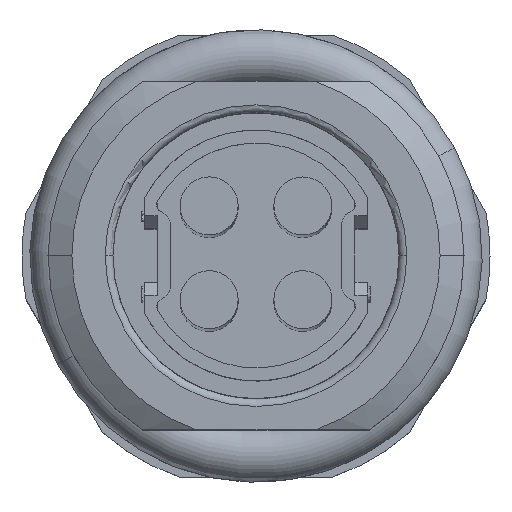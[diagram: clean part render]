
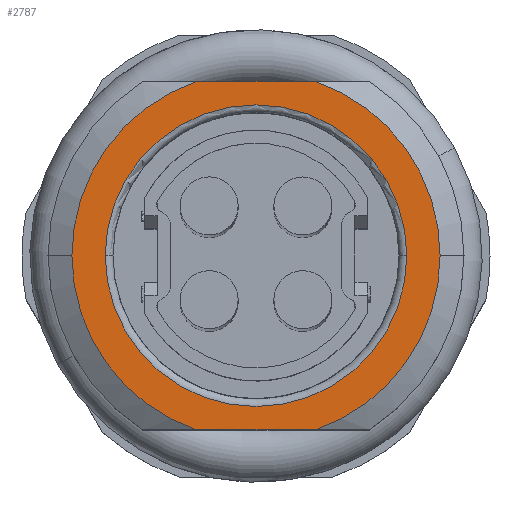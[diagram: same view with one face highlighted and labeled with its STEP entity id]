
A CAD part, top view. The second image highlights one B-rep face of the part: STEP entity #2787.
In plain terms, the highlighted planar face has unit normal (0, 0, 1).
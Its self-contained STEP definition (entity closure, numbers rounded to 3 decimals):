
#2371=AXIS2_PLACEMENT_3D('Circle Axis2P3D',#2369,#2370,$) ;
#2396=AXIS2_PLACEMENT_3D('Circle Axis2P3D',#2394,#2395,$) ;
#2695=AXIS2_PLACEMENT_3D('Circle Axis2P3D',#2693,#2694,$) ;
#2715=AXIS2_PLACEMENT_3D('Circle Axis2P3D',#2713,#2714,$) ;
#2754=AXIS2_PLACEMENT_3D('Circle Axis2P3D',#2752,#2753,$) ;
#2768=AXIS2_PLACEMENT_3D('Plane Axis2P3D',#2765,#2766,#2767) ;
#2772=AXIS2_PLACEMENT_3D('Circle Axis2P3D',#2770,#2771,$) ;
#363=CARTESIAN_POINT('Vertex',(11.288,2.,19.6)) ;
#366=CARTESIAN_POINT('Line Origine',(9.,2.,19.6)) ;
#370=CARTESIAN_POINT('Vertex',(6.712,2.,19.6)) ;
#484=CARTESIAN_POINT('Vertex',(6.712,15.4,19.6)) ;
#487=CARTESIAN_POINT('Line Origine',(9.,15.4,19.6)) ;
#491=CARTESIAN_POINT('Vertex',(11.288,15.4,19.6)) ;
#2366=CARTESIAN_POINT('Vertex',(3.2,8.7,19.6)) ;
#2369=CARTESIAN_POINT('Axis2P3D Location',(9.,8.7,19.6)) ;
#2373=CARTESIAN_POINT('Vertex',(14.8,8.7,19.6)) ;
#2394=CARTESIAN_POINT('Axis2P3D Location',(9.,8.7,19.6)) ;
#2690=CARTESIAN_POINT('Vertex',(1.92,8.7,19.6)) ;
#2693=CARTESIAN_POINT('Axis2P3D Location',(9.,8.7,19.6)) ;
#2710=CARTESIAN_POINT('Vertex',(16.08,8.7,19.6)) ;
#2713=CARTESIAN_POINT('Axis2P3D Location',(9.,8.7,19.6)) ;
#2752=CARTESIAN_POINT('Axis2P3D Location',(9.,8.7,19.6)) ;
#2765=CARTESIAN_POINT('Axis2P3D Location',(9.,8.7,19.6)) ;
#2770=CARTESIAN_POINT('Axis2P3D Location',(9.,8.7,19.6)) ;
#367=DIRECTION('Vector Direction',(-1.,0.,0.)) ;
#488=DIRECTION('Vector Direction',(-1.,0.,0.)) ;
#2370=DIRECTION('Axis2P3D Direction',(0.,0.,1.)) ;
#2395=DIRECTION('Axis2P3D Direction',(0.,0.,1.)) ;
#2694=DIRECTION('Axis2P3D Direction',(0.,0.,-1.)) ;
#2714=DIRECTION('Axis2P3D Direction',(0.,0.,-1.)) ;
#2753=DIRECTION('Axis2P3D Direction',(0.,0.,-1.)) ;
#2766=DIRECTION('Axis2P3D Direction',(0.,0.,1.)) ;
#2767=DIRECTION('Axis2P3D XDirection',(-1.,0.,0.)) ;
#2771=DIRECTION('Axis2P3D Direction',(0.,0.,1.)) ;
#368=VECTOR('Line Direction',#367,1.) ;
#489=VECTOR('Line Direction',#488,1.) ;
#2776=ORIENTED_EDGE('',*,*,#493,.T.) ;
#2777=ORIENTED_EDGE('',*,*,#2697,.T.) ;
#2778=ORIENTED_EDGE('',*,*,#2774,.T.) ;
#2779=ORIENTED_EDGE('',*,*,#372,.F.) ;
#2780=ORIENTED_EDGE('',*,*,#2756,.T.) ;
#2781=ORIENTED_EDGE('',*,*,#2717,.T.) ;
#2784=ORIENTED_EDGE('',*,*,#2398,.T.) ;
#2785=ORIENTED_EDGE('',*,*,#2375,.T.) ;
#2786=FACE_BOUND('',#2783,.T.) ;
#2787=ADVANCED_FACE('Hauptk\X2\00F6\X0\rper',(#2782,#2786),#2769,.T.) ;
#2372=CIRCLE('generated circle',#2371,5.8) ;
#2397=CIRCLE('generated circle',#2396,5.8) ;
#2696=CIRCLE('generated circle',#2695,7.08) ;
#2716=CIRCLE('generated circle',#2715,7.08) ;
#2755=CIRCLE('generated circle',#2754,7.08) ;
#2773=CIRCLE('generated circle',#2772,7.08) ;
#372=EDGE_CURVE('',#364,#371,#369,.T.) ;
#493=EDGE_CURVE('',#492,#485,#490,.T.) ;
#2375=EDGE_CURVE('',#2374,#2367,#2372,.F.) ;
#2398=EDGE_CURVE('',#2367,#2374,#2397,.F.) ;
#2697=EDGE_CURVE('',#485,#2691,#2696,.F.) ;
#2717=EDGE_CURVE('',#2711,#492,#2716,.F.) ;
#2756=EDGE_CURVE('',#364,#2711,#2755,.F.) ;
#2774=EDGE_CURVE('',#2691,#371,#2773,.T.) ;
#2775=EDGE_LOOP('',(#2776,#2777,#2778,#2779,#2780,#2781)) ;
#2783=EDGE_LOOP('',(#2784,#2785)) ;
#2782=FACE_OUTER_BOUND('',#2775,.T.) ;
#369=LINE('Line',#366,#368) ;
#490=LINE('Line',#487,#489) ;
#2769=PLANE('',#2768) ;
#364=VERTEX_POINT('',#363) ;
#371=VERTEX_POINT('',#370) ;
#485=VERTEX_POINT('',#484) ;
#492=VERTEX_POINT('',#491) ;
#2367=VERTEX_POINT('',#2366) ;
#2374=VERTEX_POINT('',#2373) ;
#2691=VERTEX_POINT('',#2690) ;
#2711=VERTEX_POINT('',#2710) ;
